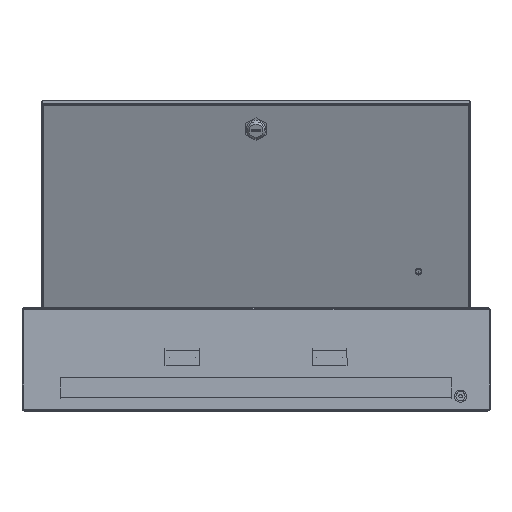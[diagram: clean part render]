
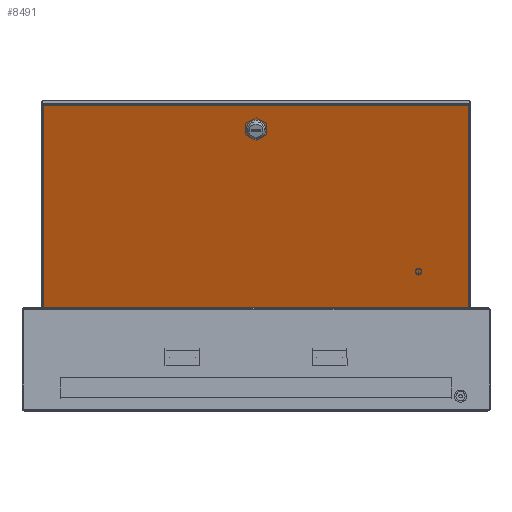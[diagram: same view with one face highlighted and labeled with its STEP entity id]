
A CAD part, left-side view. The second image highlights one B-rep face of the part: STEP entity #8491.
In plain terms, the highlighted face is planar.
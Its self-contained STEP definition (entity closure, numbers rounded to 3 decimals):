
#367 = AXIS2_PLACEMENT_3D ( 'NONE', #13748, #7664, #3251 ) ;
#456 = PLANE ( 'NONE',  #15226 ) ;
#1509 = ORIENTED_EDGE ( 'NONE', *, *, #10922, .F. ) ;
#1853 = EDGE_CURVE ( 'NONE', #21893, #7338, #25786, .T. ) ;
#2396 = EDGE_LOOP ( 'NONE', ( #24162, #1509, #19024, #14461 ) ) ;
#2492 = VERTEX_POINT ( 'NONE', #26228 ) ;
#2884 = CARTESIAN_POINT ( 'NONE',  ( 131.2, 245.7, 0.8 ) ) ;
#3251 = DIRECTION ( 'NONE',  ( 1., 0., 0. ) ) ;
#3397 = DIRECTION ( 'NONE',  ( 0., -1., 0. ) ) ;
#4391 = CARTESIAN_POINT ( 'NONE',  ( -102., 0., 0.8 ) ) ;
#4442 = VECTOR ( 'NONE', #11678, 1000. ) ;
#4446 = VERTEX_POINT ( 'NONE', #5731 ) ;
#4597 = CARTESIAN_POINT ( 'NONE',  ( -133., -247.5, 0.8 ) ) ;
#4736 = FACE_OUTER_BOUND ( 'NONE', #2396, .T. ) ;
#4755 = CARTESIAN_POINT ( 'NONE',  ( -93.75, 4.71, 0.8 ) ) ;
#4964 = VECTOR ( 'NONE', #3397, 1000. ) ;
#5066 = DIRECTION ( 'NONE',  ( 0., -1., 0. ) ) ;
#5731 = CARTESIAN_POINT ( 'NONE',  ( -110.25, -4.71, 0.8 ) ) ;
#6467 = CARTESIAN_POINT ( 'NONE',  ( -133., 245.7, 0.8 ) ) ;
#7338 = VERTEX_POINT ( 'NONE', #19688 ) ;
#7664 = DIRECTION ( 'NONE',  ( 0., 0., 1. ) ) ;
#8491 = ADVANCED_FACE ( 'NONE', ( #17099, #4736 ), #456, .T. ) ;
#8520 = DIRECTION ( 'NONE',  ( 1., 0., 0. ) ) ;
#8811 = VERTEX_POINT ( 'NONE', #24723 ) ;
#8864 = DIRECTION ( 'NONE',  ( 0., 0., 1. ) ) ;
#8911 = VECTOR ( 'NONE', #5066, 1000. ) ;
#8962 = VERTEX_POINT ( 'NONE', #15139 ) ;
#9066 = EDGE_CURVE ( 'NONE', #2492, #20582, #15672, .T. ) ;
#9184 = LINE ( 'NONE', #23710, #4442 ) ;
#9459 = EDGE_CURVE ( 'NONE', #8962, #26978, #25495, .T. ) ;
#9589 = CARTESIAN_POINT ( 'NONE',  ( -131.2, -245.7, 0.8 ) ) ;
#9707 = AXIS2_PLACEMENT_3D ( 'NONE', #4391, #10601, #8520 ) ;
#9978 = ORIENTED_EDGE ( 'NONE', *, *, #21579, .F. ) ;
#10601 = DIRECTION ( 'NONE',  ( 0., 0., 1. ) ) ;
#10922 = EDGE_CURVE ( 'NONE', #20582, #8962, #12677, .T. ) ;
#11593 = ORIENTED_EDGE ( 'NONE', *, *, #17374, .F. ) ;
#11678 = DIRECTION ( 'NONE',  ( 0., 1., 0. ) ) ;
#12312 = ORIENTED_EDGE ( 'NONE', *, *, #26406, .F. ) ;
#12677 = LINE ( 'NONE', #22932, #19180 ) ;
#12803 = DIRECTION ( 'NONE',  ( 1., 0., 0. ) ) ;
#13003 = VECTOR ( 'NONE', #17331, 1000. ) ;
#13748 = CARTESIAN_POINT ( 'NONE',  ( -102., 0., 0.8 ) ) ;
#14461 = ORIENTED_EDGE ( 'NONE', *, *, #26566, .F. ) ;
#15139 = CARTESIAN_POINT ( 'NONE',  ( -131.2, 245.7, 0.8 ) ) ;
#15226 = AXIS2_PLACEMENT_3D ( 'NONE', #4597, #8864, #17238 ) ;
#15412 = CARTESIAN_POINT ( 'NONE',  ( 133., -245.7, 0.8 ) ) ;
#15672 = LINE ( 'NONE', #15412, #13003 ) ;
#15832 = ORIENTED_EDGE ( 'NONE', *, *, #1853, .F. ) ;
#16061 = VECTOR ( 'NONE', #12803, 1000. ) ;
#16336 = CARTESIAN_POINT ( 'NONE',  ( 131.2, 2722.5, 0.8 ) ) ;
#17099 = FACE_BOUND ( 'NONE', #20117, .T. ) ;
#17238 = DIRECTION ( 'NONE',  ( 1., 0., 0. ) ) ;
#17331 = DIRECTION ( 'NONE',  ( -1., 0., 0. ) ) ;
#17374 = EDGE_CURVE ( 'NONE', #4446, #8811, #21522, .T. ) ;
#19024 = ORIENTED_EDGE ( 'NONE', *, *, #9066, .F. ) ;
#19180 = VECTOR ( 'NONE', #21288, 1000. ) ;
#19688 = CARTESIAN_POINT ( 'NONE',  ( -110.25, 4.71, 0.8 ) ) ;
#20032 = CARTESIAN_POINT ( 'NONE',  ( -110.25, -4.71, 0.8 ) ) ;
#20117 = EDGE_LOOP ( 'NONE', ( #11593, #12312, #15832, #9978 ) ) ;
#20582 = VERTEX_POINT ( 'NONE', #9589 ) ;
#21288 = DIRECTION ( 'NONE',  ( 0., 1., 0. ) ) ;
#21522 = CIRCLE ( 'NONE', #9707, 9.5 ) ;
#21579 = EDGE_CURVE ( 'NONE', #8811, #21893, #9184, .T. ) ;
#21893 = VERTEX_POINT ( 'NONE', #4755 ) ;
#22932 = CARTESIAN_POINT ( 'NONE',  ( -131.2, -247.5, 0.8 ) ) ;
#23710 = CARTESIAN_POINT ( 'NONE',  ( -93.75, -4.71, 0.8 ) ) ;
#24162 = ORIENTED_EDGE ( 'NONE', *, *, #9459, .F. ) ;
#24723 = CARTESIAN_POINT ( 'NONE',  ( -93.75, -4.71, 0.8 ) ) ;
#25495 = LINE ( 'NONE', #6467, #16061 ) ;
#25786 = CIRCLE ( 'NONE', #367, 9.5 ) ;
#26228 = CARTESIAN_POINT ( 'NONE',  ( 131.2, -245.7, 0.8 ) ) ;
#26306 = LINE ( 'NONE', #20032, #8911 ) ;
#26406 = EDGE_CURVE ( 'NONE', #7338, #4446, #26306, .T. ) ;
#26566 = EDGE_CURVE ( 'NONE', #26978, #2492, #26846, .T. ) ;
#26846 = LINE ( 'NONE', #16336, #4964 ) ;
#26978 = VERTEX_POINT ( 'NONE', #2884 ) ;
